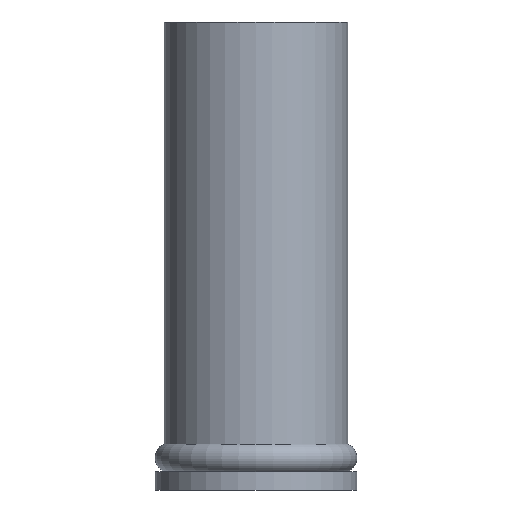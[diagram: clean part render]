
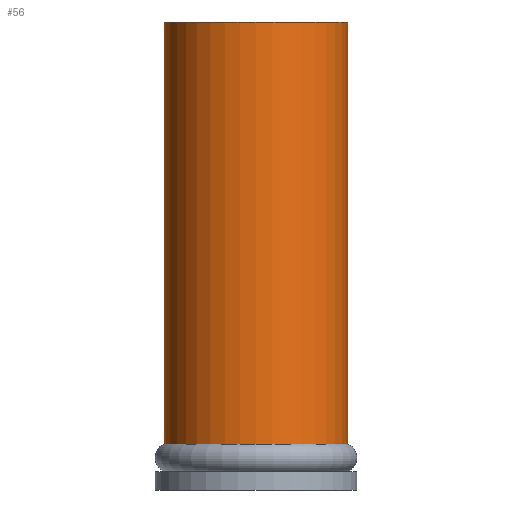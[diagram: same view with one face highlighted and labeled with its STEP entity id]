
A CAD part, front view. The second image highlights one B-rep face of the part: STEP entity #56.
In plain terms, the highlighted cylindrical face has radius 5 mm (diameter 10 mm), a full revolution.
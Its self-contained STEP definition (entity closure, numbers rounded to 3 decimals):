
#47=EDGE_CURVE('240[2]',#104,#104,#105,.T.);
#56=ADVANCED_FACE('240[2]',(#118,#119),#120,.T.);
#69=EDGE_CURVE('240[2]',#139,#139,#140,.T.);
#104=VERTEX_POINT('',#172);
#105=CIRCLE('',#173,5.);
#118=FACE_BOUND('',#189,.T.);
#119=FACE_BOUND('',#190,.T.);
#120=CYLINDRICAL_SURFACE('',#191,5.);
#139=VERTEX_POINT('',#216);
#140=CIRCLE('',#217,5.);
#172=CARTESIAN_POINT('',(0.,5.,1.5));
#173=AXIS2_PLACEMENT_3D('',#241,#242,#243);
#189=EDGE_LOOP('',(#257));
#190=EDGE_LOOP('',(#258));
#191=AXIS2_PLACEMENT_3D('',#259,#260,#261);
#216=CARTESIAN_POINT('',(0.,5.,24.5));
#217=AXIS2_PLACEMENT_3D('',#280,#281,#282);
#241=CARTESIAN_POINT('',(0.,0.,1.5));
#242=DIRECTION('',(0.,0.,-1.0));
#243=DIRECTION('',(0.,1.0,0.));
#257=ORIENTED_EDGE('',*,*,#47,.F.);
#258=ORIENTED_EDGE('',*,*,#69,.T.);
#259=CARTESIAN_POINT('',(0.,0.,13.));
#260=DIRECTION('',(0.,0.,-1.0));
#261=DIRECTION('',(0.,1.0,0.));
#280=CARTESIAN_POINT('',(0.,0.,24.5));
#281=DIRECTION('',(0.,0.,-1.0));
#282=DIRECTION('',(0.,1.0,0.));
